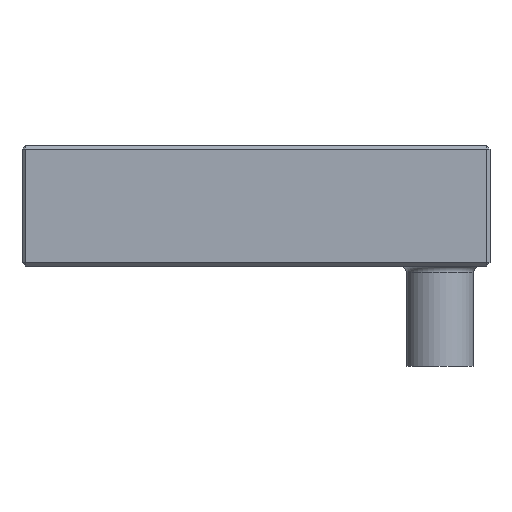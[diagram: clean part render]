
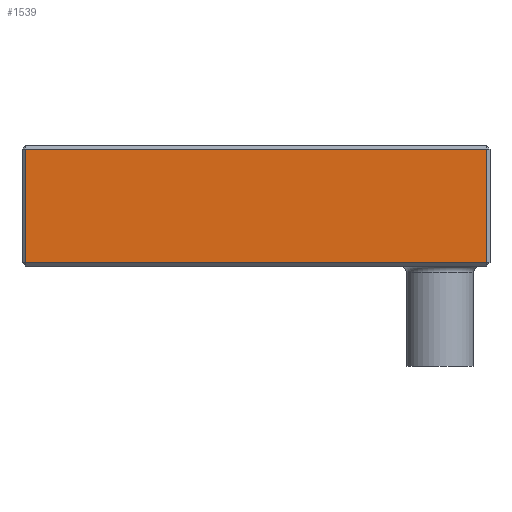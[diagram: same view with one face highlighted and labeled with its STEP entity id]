
A CAD part, left-side view. The second image highlights one B-rep face of the part: STEP entity #1539.
In plain terms, the highlighted planar face has unit normal (-1, 0, 0).
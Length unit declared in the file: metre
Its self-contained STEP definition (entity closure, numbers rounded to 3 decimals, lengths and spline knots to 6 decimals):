
#103=LINE('',#2430,#271);
#104=LINE('',#2433,#272);
#105=LINE('',#2435,#273);
#106=LINE('',#2437,#274);
#271=VECTOR('',#1921,1.);
#272=VECTOR('',#1922,1.);
#273=VECTOR('',#1923,1.);
#274=VECTOR('',#1924,1.);
#442=ORIENTED_EDGE('',*,*,#846,.T.);
#443=ORIENTED_EDGE('',*,*,#847,.T.);
#444=ORIENTED_EDGE('',*,*,#848,.T.);
#445=ORIENTED_EDGE('',*,*,#849,.T.);
#846=EDGE_CURVE('',#1054,#1055,#103,.T.);
#847=EDGE_CURVE('',#1055,#1056,#104,.T.);
#848=EDGE_CURVE('',#1056,#1057,#105,.T.);
#849=EDGE_CURVE('',#1057,#1054,#106,.T.);
#1054=VERTEX_POINT('',#2431);
#1055=VERTEX_POINT('',#2432);
#1056=VERTEX_POINT('',#2434);
#1057=VERTEX_POINT('',#2436);
#1173=EDGE_LOOP('',(#442,#443,#444,#445));
#1314=FACE_BOUND('',#1173,.T.);
#1453=PLANE('',#1707);
#1539=ADVANCED_FACE('',(#1314),#1453,.F.);
#1707=AXIS2_PLACEMENT_3D('',#2429,#1919,#1920);
#1919=DIRECTION('',(1.,0.,0.));
#1920=DIRECTION('',(0.,1.,0.));
#1921=DIRECTION('',(0.,-1.,0.));
#1922=DIRECTION('',(0.,0.,1.));
#1923=DIRECTION('',(0.,1.,0.));
#1924=DIRECTION('',(0.,0.,-1.));
#2429=CARTESIAN_POINT('',(-0.0762,0.,0.04572));
#2430=CARTESIAN_POINT('',(-0.0762,0.,0.00127));
#2431=CARTESIAN_POINT('',(-0.0762,0.08763,0.00127));
#2432=CARTESIAN_POINT('',(-0.0762,-0.08763,0.00127));
#2433=CARTESIAN_POINT('',(-0.0762,-0.08763,0.04572));
#2434=CARTESIAN_POINT('',(-0.0762,-0.08763,0.04445));
#2435=CARTESIAN_POINT('',(-0.0762,0.0889,0.04445));
#2436=CARTESIAN_POINT('',(-0.0762,0.08763,0.04445));
#2437=CARTESIAN_POINT('',(-0.0762,0.08763,0.));
